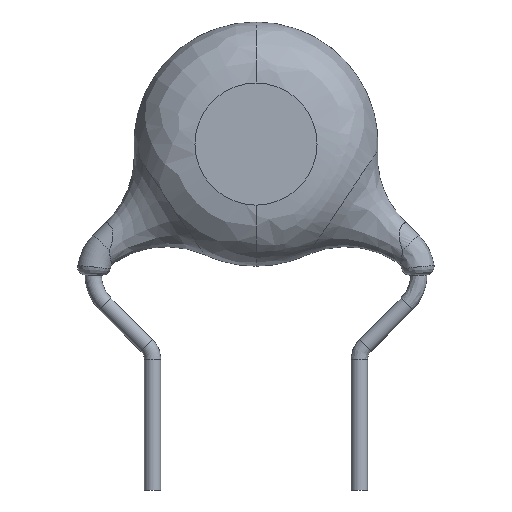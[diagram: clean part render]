
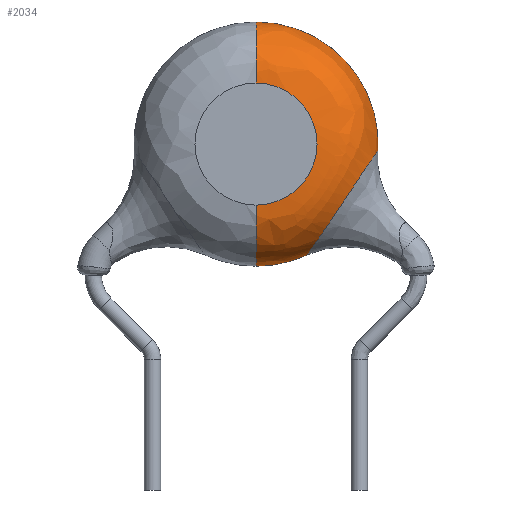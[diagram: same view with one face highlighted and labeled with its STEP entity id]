
A CAD part, front view. The second image highlights one B-rep face of the part: STEP entity #2034.
In plain terms, the highlighted free-form (B-spline) face has degree [2, 2] with [5, 9] control points.
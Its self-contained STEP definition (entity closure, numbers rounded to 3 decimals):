
#1278=CARTESIAN_POINT('',(0.,-0.05,8.3));
#1279=VERTEX_POINT('',#1278);
#1280=CARTESIAN_POINT('',(0.,-1.55,6.8));
#1281=VERTEX_POINT('',#1280);
#1282=CARTESIAN_POINT('',(0.,-0.05,6.8));
#1283=DIRECTION('',(1.0,0.0,0.0));
#1284=DIRECTION('',(0.0,0.0,1.0));
#1285=AXIS2_PLACEMENT_3D('',#1282,#1283,#1284);
#1286=CIRCLE('',#1285,1.5);
#1287=EDGE_CURVE('',#1279,#1281,#1286,.T.);
#1326=CARTESIAN_POINT('',(0.,-0.05,2.3));
#1327=VERTEX_POINT('',#1326);
#1335=CARTESIAN_POINT('',(0.,-1.55,3.8));
#1336=VERTEX_POINT('',#1335);
#1337=CARTESIAN_POINT('',(0.,-0.05,3.8));
#1338=DIRECTION('',(-1.0,0.0,0.0));
#1339=DIRECTION('',(0.0,0.0,-1.0));
#1340=AXIS2_PLACEMENT_3D('',#1337,#1338,#1339);
#1341=CIRCLE('',#1340,1.5);
#1342=EDGE_CURVE('',#1327,#1336,#1341,.T.);
#1823=CARTESIAN_POINT('',(2.996,-0.05,5.142));
#1824=VERTEX_POINT('',#1823);
#1834=CARTESIAN_POINT('',(1.245,-0.05,2.571));
#1835=VERTEX_POINT('',#1834);
#1836=CARTESIAN_POINT('',(2.996,-0.05,5.142));
#1837=CARTESIAN_POINT('',(2.996,-0.109,5.14));
#1838=CARTESIAN_POINT('',(2.992,-0.168,5.133));
#1839=CARTESIAN_POINT('',(2.974,-0.303,5.106));
#1840=CARTESIAN_POINT('',(2.958,-0.379,5.082));
#1841=CARTESIAN_POINT('',(2.899,-0.564,4.999));
#1842=CARTESIAN_POINT('',(2.849,-0.667,4.929));
#1843=CARTESIAN_POINT('',(2.754,-0.8,4.792));
#1844=CARTESIAN_POINT('',(2.719,-0.841,4.742));
#1845=CARTESIAN_POINT('',(2.622,-0.937,4.598));
#1846=CARTESIAN_POINT('',(2.554,-0.985,4.497));
#1847=CARTESIAN_POINT('',(2.415,-1.053,4.286));
#1848=CARTESIAN_POINT('',(2.345,-1.075,4.179));
#1849=CARTESIAN_POINT('',(2.273,-1.086,4.069));
#1850=CARTESIAN_POINT('',(2.231,-1.093,4.005));
#1851=CARTESIAN_POINT('',(2.188,-1.096,3.94));
#1852=CARTESIAN_POINT('',(2.017,-1.096,3.682));
#1853=CARTESIAN_POINT('',(1.889,-1.064,3.492));
#1854=CARTESIAN_POINT('',(1.677,-0.958,3.182));
#1855=CARTESIAN_POINT('',(1.588,-0.888,3.054));
#1856=CARTESIAN_POINT('',(1.432,-0.709,2.83));
#1857=CARTESIAN_POINT('',(1.366,-0.592,2.735));
#1858=CARTESIAN_POINT('',(1.278,-0.347,2.612));
#1859=CARTESIAN_POINT('',(1.253,-0.215,2.578));
#1860=CARTESIAN_POINT('',(1.246,-0.073,2.571));
#1861=CARTESIAN_POINT('',(1.245,-0.061,2.571));
#1862=CARTESIAN_POINT('',(1.245,-0.05,2.571));
#1863=B_SPLINE_CURVE_WITH_KNOTS('',3,(#1836,#1837,#1838,#1839,#1840,#1841,#1842,#1843,#1844,#1845,#1846,#1847,#1848,#1849,#1850,#1851,#1852,#1853,#1854,#1855,#1856,#1857,#1858,#1859,#1860,#1861,#1862),.UNSPECIFIED.,.F.,.U.,(4,2,2,2,2,2,3,2,2,2,2,2,4),(-4.636,-4.19,-3.597,-2.675,-2.221,-1.483,-0.825,-0.444,0.691,1.661,2.729,3.725,3.811),.UNSPECIFIED.);
#1864=EDGE_CURVE('',#1824,#1835,#1863,.T.);
#1924=CARTESIAN_POINT('',(0.,-0.05,5.3));
#1925=DIRECTION('',(0.0,-1.0,0.0));
#1926=DIRECTION('',(-1.0,0.0,0.0));
#1927=AXIS2_PLACEMENT_3D('',#1924,#1925,#1926);
#1928=CIRCLE('',#1927,3.0);
#1929=EDGE_CURVE('',#1327,#1835,#1928,.T.);
#1952=CARTESIAN_POINT('',(0.,-0.051,5.3));
#1953=CARTESIAN_POINT('',(0.,-1.551,5.299));
#1954=CARTESIAN_POINT('',(0.,-1.55,3.799));
#1955=CARTESIAN_POINT('',(0.,-1.549,2.299));
#1956=CARTESIAN_POINT('',(0.,-0.049,2.3));
#1957=CARTESIAN_POINT('',(0.,-0.051,5.3));
#1958=CARTESIAN_POINT('',(0.001,-1.551,5.299));
#1959=CARTESIAN_POINT('',(1.501,-1.55,3.799));
#1960=CARTESIAN_POINT('',(3.001,-1.549,2.299));
#1961=CARTESIAN_POINT('',(3.,-0.049,2.3));
#1962=CARTESIAN_POINT('',(0.,-0.051,5.3));
#1963=CARTESIAN_POINT('',(0.001,-1.551,5.3));
#1964=CARTESIAN_POINT('',(1.501,-1.55,5.3));
#1965=CARTESIAN_POINT('',(3.001,-1.549,5.3));
#1966=CARTESIAN_POINT('',(3.,-0.049,5.3));
#1967=CARTESIAN_POINT('',(0.,-0.051,5.3));
#1968=CARTESIAN_POINT('',(0.001,-1.551,5.301));
#1969=CARTESIAN_POINT('',(1.501,-1.55,6.801));
#1970=CARTESIAN_POINT('',(3.001,-1.549,8.301));
#1971=CARTESIAN_POINT('',(3.,-0.049,8.3));
#1972=CARTESIAN_POINT('',(0.,-0.051,5.3));
#1973=CARTESIAN_POINT('',(0.,-1.551,5.301));
#1974=CARTESIAN_POINT('',(0.,-1.55,6.801));
#1975=CARTESIAN_POINT('',(0.,-1.549,8.301));
#1976=CARTESIAN_POINT('',(0.,-0.049,8.3));
#1977=CARTESIAN_POINT('',(0.,-0.051,5.3));
#1978=CARTESIAN_POINT('',(-0.001,-1.551,5.301));
#1979=CARTESIAN_POINT('',(-1.501,-1.55,6.801));
#1980=CARTESIAN_POINT('',(-3.001,-1.549,8.301));
#1981=CARTESIAN_POINT('',(-3.,-0.049,8.3));
#1982=CARTESIAN_POINT('',(0.,-0.051,5.3));
#1983=CARTESIAN_POINT('',(-0.001,-1.551,5.3));
#1984=CARTESIAN_POINT('',(-1.501,-1.55,5.3));
#1985=CARTESIAN_POINT('',(-3.001,-1.549,5.3));
#1986=CARTESIAN_POINT('',(-3.,-0.049,5.3));
#1987=CARTESIAN_POINT('',(0.,-0.051,5.3));
#1988=CARTESIAN_POINT('',(-0.001,-1.551,5.299));
#1989=CARTESIAN_POINT('',(-1.501,-1.55,3.799));
#1990=CARTESIAN_POINT('',(-3.001,-1.549,2.299));
#1991=CARTESIAN_POINT('',(-3.,-0.049,2.3));
#1992=CARTESIAN_POINT('',(0.,-0.051,5.3));
#1993=CARTESIAN_POINT('',(0.,-1.551,5.299));
#1994=CARTESIAN_POINT('',(0.,-1.55,3.799));
#1995=CARTESIAN_POINT('',(0.,-1.549,2.299));
#1996=CARTESIAN_POINT('',(0.,-0.049,2.3));
#2004=(BOUNDED_SURFACE()B_SPLINE_SURFACE(2,2,((#1952,#1957,#1962,#1967,#1972,#1977,#1982,#1987,#1992),(#1953,#1958,#1963,#1968,#1973,#1978,#1983,#1988,#1993),(#1954,#1959,#1964,#1969,#1974,#1979,#1984,#1989,#1994),(#1955,#1960,#1965,#1970,#1975,#1980,#1985,#1990,#1995),(#1956,#1961,#1966,#1971,#1976,#1981,#1986,#1991,#1996)),.UNSPECIFIED.,.F.,.T.,.U.)B_SPLINE_SURFACE_WITH_KNOTS((3,2,3),(3,2,2,2,3),(-3.141,-1.57,0.),(0.0,1.571,3.142,4.712,6.283),.UNSPECIFIED.)GEOMETRIC_REPRESENTATION_ITEM()RATIONAL_B_SPLINE_SURFACE(((1.0,0.707,1.0,0.707,1.0,0.707,1.0,0.707,1.0),(0.707,0.5,0.707,0.5,0.707,0.5,0.707,0.5,0.707),(1.0,0.707,1.0,0.707,1.0,0.707,1.0,0.707,1.0),(0.707,0.5,0.707,0.5,0.707,0.5,0.707,0.5,0.707),(1.0,0.707,1.0,0.707,1.0,0.707,1.0,0.707,1.0)))REPRESENTATION_ITEM('')SURFACE());
#2005=ORIENTED_EDGE('',*,*,#1287,.T.);
#2006=CARTESIAN_POINT('',(1.5,-1.55,5.3));
#2007=VERTEX_POINT('',#2006);
#2008=CARTESIAN_POINT('',(0.,-1.55,5.3));
#2009=DIRECTION('',(0.0,1.0,0.0));
#2010=DIRECTION('',(-1.0,0.0,0.0));
#2011=AXIS2_PLACEMENT_3D('',#2008,#2009,#2010);
#2012=CIRCLE('',#2011,1.5);
#2013=EDGE_CURVE('',#1281,#2007,#2012,.T.);
#2014=ORIENTED_EDGE('',*,*,#2013,.T.);
#2015=CARTESIAN_POINT('',(0.,-1.55,5.3));
#2016=DIRECTION('',(0.0,1.0,0.0));
#2017=DIRECTION('',(-1.0,0.0,0.0));
#2018=AXIS2_PLACEMENT_3D('',#2015,#2016,#2017);
#2019=CIRCLE('',#2018,1.5);
#2020=EDGE_CURVE('',#2007,#1336,#2019,.T.);
#2021=ORIENTED_EDGE('',*,*,#2020,.T.);
#2022=ORIENTED_EDGE('',*,*,#1342,.F.);
#2023=ORIENTED_EDGE('',*,*,#1929,.T.);
#2024=ORIENTED_EDGE('',*,*,#1864,.F.);
#2025=CARTESIAN_POINT('',(0.,-0.05,5.3));
#2026=DIRECTION('',(0.0,-1.0,0.0));
#2027=DIRECTION('',(-1.0,0.0,0.0));
#2028=AXIS2_PLACEMENT_3D('',#2025,#2026,#2027);
#2029=CIRCLE('',#2028,3.0);
#2030=EDGE_CURVE('',#1824,#1279,#2029,.T.);
#2031=ORIENTED_EDGE('',*,*,#2030,.T.);
#2032=EDGE_LOOP('',(#2005,#2014,#2021,#2022,#2023,#2024,#2031));
#2033=FACE_OUTER_BOUND('',#2032,.T.);
#2034=ADVANCED_FACE('',(#2033),#2004,.T.);
